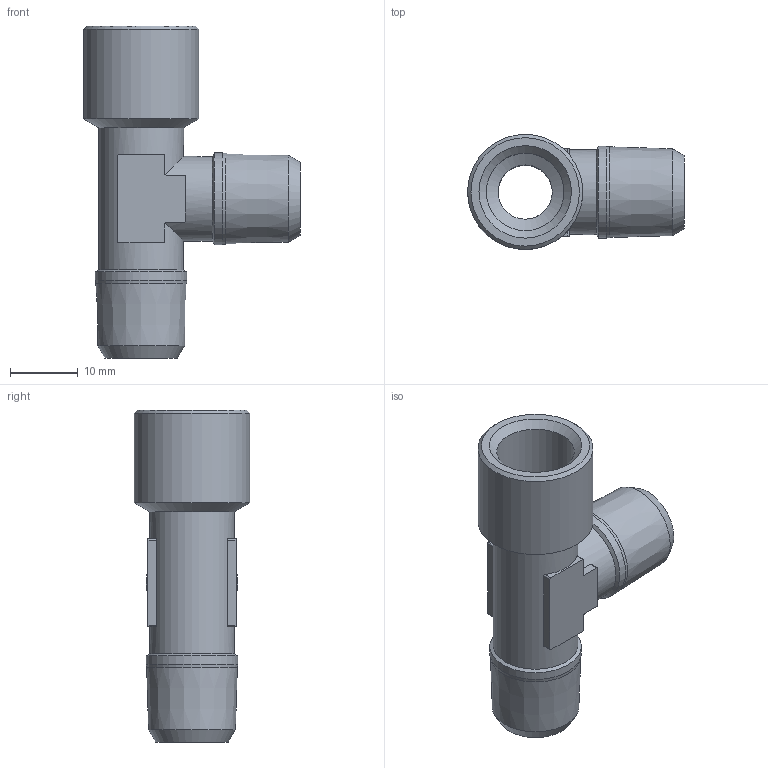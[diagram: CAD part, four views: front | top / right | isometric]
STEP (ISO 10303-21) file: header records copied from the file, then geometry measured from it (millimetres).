
FILE_DESCRIPTION(( 'RA.46B14.14.STP' ), '1');
FILE_NAME( 'RA.46B14.14.STP', '2018-11-09T15:48:23',( 'Sopra'),('sopra-pneumatic.com'), 'SwSTEP 2.0','SolidWorks 2009','' );
FILE_SCHEMA (('AUTOMOTIVE_DESIGN { 1 0 10303 214 1 1 1 1 }'));
Length unit declared in the file: millimetre
Products named in the file (2): Root; 40303
Assembly tree (1 placements, depth 2):
  Root
    40303
Bounding box: 32 x 17 x 49 mm (x, y, z)
Volume: 6005.7 mm3; surface area: 4968.8 mm2
Topology: 1 solids, 1 shells, 59 faces, 162 edges, 104 vertices
Faces by surface type: cylinder 24, plane 21, cone 14
Full cylindrical faces by diameter (mm): 8 x2, 11.445 x1, 12.5 x2, 13.5 x1, 13.556 x1, 17 x1
Entity records: 5718 total; most frequent: CARTESIAN_POINT 3077, DIRECTION 280, PRESENTATION_STYLE_ASSIGNMENT 257, COLOUR_RGB 257, DRAUGHTING_PRE_DEFINED_CURVE_FONT 256, CURVE_STYLE 256, OVER_RIDING_STYLED_ITEM 256, ORIENTED_EDGE 256
